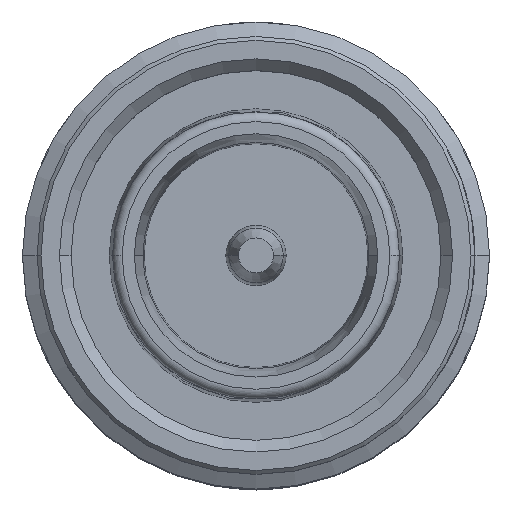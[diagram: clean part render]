
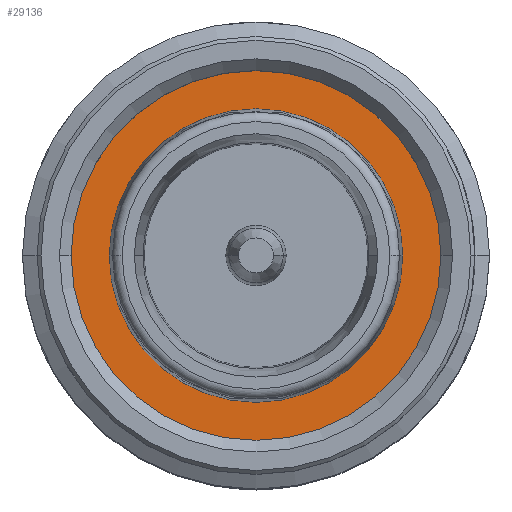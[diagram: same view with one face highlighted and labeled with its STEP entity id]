
A CAD part, top view. The second image highlights one B-rep face of the part: STEP entity #29136.
In plain terms, the highlighted planar face has unit normal (0, 0, 1).
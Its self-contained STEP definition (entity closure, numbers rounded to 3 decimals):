
#168 = DIRECTION ( 'NONE',  ( -1., 0., 0. ) ) ;
#257 = DIRECTION ( 'NONE',  ( 0., 0., -1. ) ) ;
#3547 = DIRECTION ( 'NONE',  ( 0., 0., 1. ) ) ;
#3797 = VERTEX_POINT ( 'NONE', #30836 ) ;
#4150 = AXIS2_PLACEMENT_3D ( 'NONE', #15740, #257, #18315 ) ;
#4291 = CIRCLE ( 'NONE', #4150, 7.54 ) ;
#4407 = CIRCLE ( 'NONE', #10945, 9.5 ) ;
#5073 = CIRCLE ( 'NONE', #19093, 9.5 ) ;
#5110 = DIRECTION ( 'NONE',  ( 0., 0., -1. ) ) ;
#9243 = ORIENTED_EDGE ( 'NONE', *, *, #20933, .T. ) ;
#10206 = CARTESIAN_POINT ( 'NONE',  ( 9.5, 0., -3.686 ) ) ;
#10945 = AXIS2_PLACEMENT_3D ( 'NONE', #19009, #3547, #21553 ) ;
#11068 = CARTESIAN_POINT ( 'NONE',  ( 0., 0., -3.686 ) ) ;
#13158 = CARTESIAN_POINT ( 'NONE',  ( 0., 0., -3.686 ) ) ;
#13573 = AXIS2_PLACEMENT_3D ( 'NONE', #11068, #29032, #13664 ) ;
#13664 = DIRECTION ( 'NONE',  ( -1., 0., 0. ) ) ;
#15654 = VERTEX_POINT ( 'NONE', #10206 ) ;
#15740 = CARTESIAN_POINT ( 'NONE',  ( 0., 0., -3.686 ) ) ;
#15803 = DIRECTION ( 'NONE',  ( -1., 0., 0. ) ) ;
#16641 = FACE_BOUND ( 'NONE', #30131, .T. ) ;
#18315 = DIRECTION ( 'NONE',  ( -1., 0., 0. ) ) ;
#18795 = EDGE_LOOP ( 'NONE', ( #26838, #31229 ) ) ;
#19009 = CARTESIAN_POINT ( 'NONE',  ( 0., 0., -3.686 ) ) ;
#19093 = AXIS2_PLACEMENT_3D ( 'NONE', #13158, #31081, #15803 ) ;
#20933 = EDGE_CURVE ( 'NONE', #24393, #3797, #22885, .T. ) ;
#21553 = DIRECTION ( 'NONE',  ( -1., 0., 0. ) ) ;
#22885 = CIRCLE ( 'NONE', #13573, 7.54 ) ;
#23404 = FACE_OUTER_BOUND ( 'NONE', #18795, .T. ) ;
#24393 = VERTEX_POINT ( 'NONE', #33159 ) ;
#26838 = ORIENTED_EDGE ( 'NONE', *, *, #31541, .T. ) ;
#26847 = EDGE_CURVE ( 'NONE', #3797, #24393, #4291, .T. ) ;
#27292 = EDGE_CURVE ( 'NONE', #31978, #15654, #5073, .T. ) ;
#27714 = AXIS2_PLACEMENT_3D ( 'NONE', #28386, #5110, #168 ) ;
#28386 = CARTESIAN_POINT ( 'NONE',  ( 0., 0., -3.686 ) ) ;
#29032 = DIRECTION ( 'NONE',  ( 0., 0., -1. ) ) ;
#29136 = ADVANCED_FACE ( 'NONE', ( #16641, #23404 ), #30926, .F. ) ;
#30131 = EDGE_LOOP ( 'NONE', ( #33003, #9243 ) ) ;
#30836 = CARTESIAN_POINT ( 'NONE',  ( 7.54, 0., -3.686 ) ) ;
#30926 = PLANE ( 'NONE',  #27714 ) ;
#31081 = DIRECTION ( 'NONE',  ( 0., 0., 1. ) ) ;
#31229 = ORIENTED_EDGE ( 'NONE', *, *, #27292, .T. ) ;
#31541 = EDGE_CURVE ( 'NONE', #15654, #31978, #4407, .T. ) ;
#31760 = CARTESIAN_POINT ( 'NONE',  ( -9.5, 0., -3.686 ) ) ;
#31978 = VERTEX_POINT ( 'NONE', #31760 ) ;
#33003 = ORIENTED_EDGE ( 'NONE', *, *, #26847, .T. ) ;
#33159 = CARTESIAN_POINT ( 'NONE',  ( -7.54, 0., -3.686 ) ) ;
